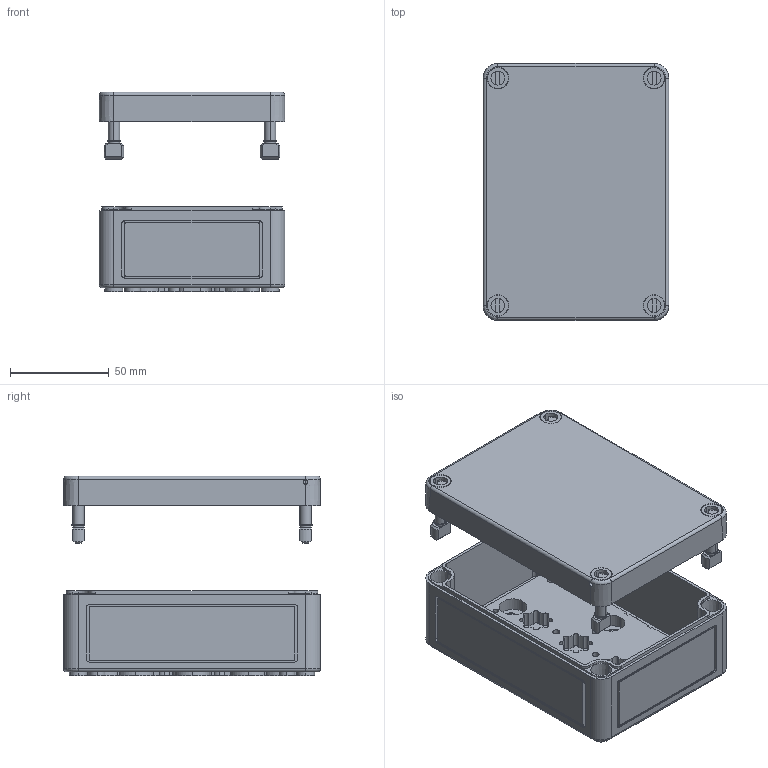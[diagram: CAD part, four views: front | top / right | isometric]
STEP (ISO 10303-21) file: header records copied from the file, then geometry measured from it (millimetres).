
FILE_DESCRIPTION (( 'STEP AP203' ), '1' );
FILE_NAME ('60091311.step', '2014-12-03T14:59:08', ( 'Windows-Benutzer' ), ( '' ), 'SwSTEP 2.0', 'SolidWorks 2014', '' );
FILE_SCHEMA (( 'CONFIG_CONTROL_DESIGN' ));
Length unit declared in the file: millimetre
Products named in the file (1): 60091311
Bounding box: 94 x 130 x 101 mm (x, y, z)
Volume: 152095.4 mm3; surface area: 120033 mm2
Topology: 6 solids, 6 shells, 832 faces, 2168 edges, 1416 vertices
Faces by surface type: plane 402, cylinder 350, cone 64, torus 16
Entity records: 25973 total; most frequent: CARTESIAN_POINT 4717, DIRECTION 4646, ORIENTED_EDGE 4336, EDGE_CURVE 2168, AXIS2_PLACEMENT_3D 1717, VERTEX_POINT 1416, VECTOR 1212, LINE 1212
